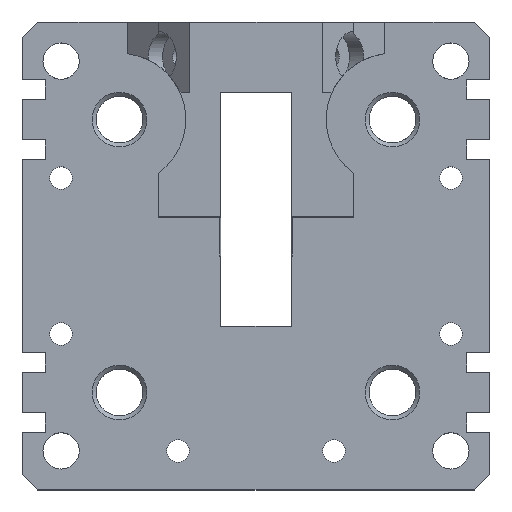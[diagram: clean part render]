
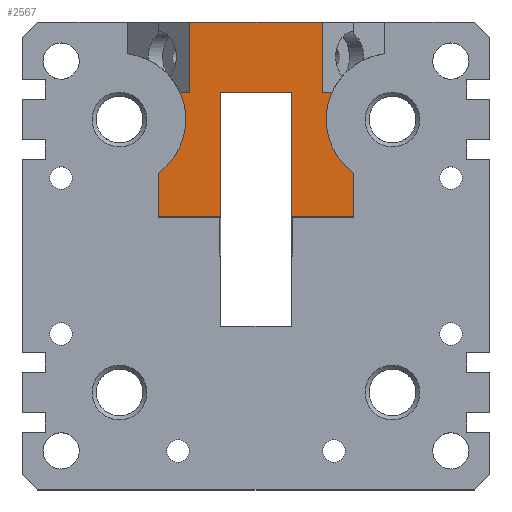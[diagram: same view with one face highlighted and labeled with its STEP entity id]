
A CAD part, top view. The second image highlights one B-rep face of the part: STEP entity #2567.
In plain terms, the highlighted planar face has unit normal (0, 0, 1).
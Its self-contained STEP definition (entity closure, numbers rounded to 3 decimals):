
#231=PLANE('',#2840);
#341=FACE_OUTER_BOUND('',#530,.T.);
#530=EDGE_LOOP('',(#2326,#2327,#2328,#2329,#2330,#2331,#2332,#2333,#2334,
#2335,#2336,#2337,#2338,#2339));
#693=LINE('',#4699,#900);
#697=LINE('',#4715,#904);
#701=LINE('',#4725,#908);
#717=LINE('',#4950,#924);
#724=LINE('',#4968,#931);
#726=LINE('',#4972,#933);
#728=LINE('',#4976,#935);
#731=LINE('',#4984,#938);
#745=LINE('',#5033,#952);
#749=LINE('',#5041,#956);
#750=LINE('',#5052,#957);
#753=LINE('',#5057,#960);
#900=VECTOR('',#3288,10.);
#904=VECTOR('',#3308,10.);
#908=VECTOR('',#3320,10.);
#924=VECTOR('',#3396,10.);
#931=VECTOR('',#3415,10.);
#933=VECTOR('',#3419,10.);
#935=VECTOR('',#3423,10.);
#938=VECTOR('',#3434,10.);
#952=VECTOR('',#3480,10.);
#956=VECTOR('',#3492,10.);
#957=VECTOR('',#3507,10.);
#960=VECTOR('',#3512,10.);
#1058=CIRCLE('',#2751,8.5);
#1059=CIRCLE('',#2754,8.5);
#1266=VERTEX_POINT('',#4592);
#1267=VERTEX_POINT('',#4594);
#1274=VERTEX_POINT('',#4658);
#1275=VERTEX_POINT('',#4660);
#1282=VERTEX_POINT('',#4696);
#1283=VERTEX_POINT('',#4698);
#1287=VERTEX_POINT('',#4714);
#1289=VERTEX_POINT('',#4723);
#1321=VERTEX_POINT('',#4965);
#1322=VERTEX_POINT('',#4967);
#1323=VERTEX_POINT('',#4971);
#1324=VERTEX_POINT('',#4975);
#1344=VERTEX_POINT('',#5032);
#1347=VERTEX_POINT('',#5051);
#1570=EDGE_CURVE('',#1267,#1266,#1058,.T.);
#1579=EDGE_CURVE('',#1275,#1274,#1059,.T.);
#1588=EDGE_CURVE('',#1282,#1283,#693,.T.);
#1596=EDGE_CURVE('',#1275,#1287,#697,.T.);
#1602=EDGE_CURVE('',#1289,#1274,#701,.T.);
#1642=EDGE_CURVE('',#1266,#1283,#717,.T.);
#1651=EDGE_CURVE('',#1321,#1322,#724,.T.);
#1653=EDGE_CURVE('',#1323,#1322,#726,.T.);
#1655=EDGE_CURVE('',#1323,#1324,#728,.T.);
#1660=EDGE_CURVE('',#1321,#1267,#731,.T.);
#1686=EDGE_CURVE('',#1324,#1344,#745,.T.);
#1690=EDGE_CURVE('',#1289,#1344,#749,.T.);
#1695=EDGE_CURVE('',#1287,#1347,#750,.T.);
#1698=EDGE_CURVE('',#1347,#1282,#753,.T.);
#2326=ORIENTED_EDGE('',*,*,#1570,.T.);
#2327=ORIENTED_EDGE('',*,*,#1642,.T.);
#2328=ORIENTED_EDGE('',*,*,#1588,.F.);
#2329=ORIENTED_EDGE('',*,*,#1698,.F.);
#2330=ORIENTED_EDGE('',*,*,#1695,.F.);
#2331=ORIENTED_EDGE('',*,*,#1596,.F.);
#2332=ORIENTED_EDGE('',*,*,#1579,.T.);
#2333=ORIENTED_EDGE('',*,*,#1602,.F.);
#2334=ORIENTED_EDGE('',*,*,#1690,.T.);
#2335=ORIENTED_EDGE('',*,*,#1686,.F.);
#2336=ORIENTED_EDGE('',*,*,#1655,.F.);
#2337=ORIENTED_EDGE('',*,*,#1653,.T.);
#2338=ORIENTED_EDGE('',*,*,#1651,.F.);
#2339=ORIENTED_EDGE('',*,*,#1660,.T.);
#2567=ADVANCED_FACE('',(#341),#231,.T.);
#2751=AXIS2_PLACEMENT_3D('',#4595,#3266,#3267);
#2754=AXIS2_PLACEMENT_3D('',#4661,#3275,#3276);
#2840=AXIS2_PLACEMENT_3D('',#5056,#3510,#3511);
#3266=DIRECTION('center_axis',(0.,0.,-1.));
#3267=DIRECTION('ref_axis',(1.,0.,0.));
#3275=DIRECTION('center_axis',(0.,0.,-1.));
#3276=DIRECTION('ref_axis',(1.,0.,0.));
#3288=DIRECTION('',(0.,-1.,0.));
#3308=DIRECTION('',(1.,0.,0.));
#3320=DIRECTION('',(0.,1.,0.));
#3396=DIRECTION('',(-1.,0.,0.));
#3415=DIRECTION('',(-1.,0.,0.));
#3419=DIRECTION('',(0.,-1.,0.));
#3423=DIRECTION('',(-1.,0.,0.));
#3434=DIRECTION('',(0.,1.,0.));
#3480=DIRECTION('',(0.,-1.,0.));
#3492=DIRECTION('',(1.,0.,0.));
#3507=DIRECTION('',(0.,1.,0.));
#3510=DIRECTION('center_axis',(0.,0.,1.));
#3511=DIRECTION('ref_axis',(-1.,0.,0.));
#3512=DIRECTION('',(1.,0.,0.));
#4592=CARTESIAN_POINT('',(9.754,21.,16.));
#4594=CARTESIAN_POINT('',(12.5,10.626,16.));
#4595=CARTESIAN_POINT('Origin',(17.5,17.5,16.));
#4658=CARTESIAN_POINT('',(-12.5,10.626,16.));
#4660=CARTESIAN_POINT('',(-9.754,21.,16.));
#4661=CARTESIAN_POINT('Origin',(-17.5,17.5,16.));
#4696=CARTESIAN_POINT('',(8.5,30.,16.));
#4698=CARTESIAN_POINT('',(8.5,21.,16.));
#4699=CARTESIAN_POINT('',(8.5,30.,16.));
#4714=CARTESIAN_POINT('',(-8.5,21.,16.));
#4715=CARTESIAN_POINT('',(-12.5,21.,16.));
#4723=CARTESIAN_POINT('',(-12.5,5.,16.));
#4725=CARTESIAN_POINT('',(-12.5,5.,16.));
#4950=CARTESIAN_POINT('',(12.5,21.,16.));
#4965=CARTESIAN_POINT('',(12.5,5.,16.));
#4967=CARTESIAN_POINT('',(4.5,5.,16.));
#4968=CARTESIAN_POINT('',(12.5,5.,16.));
#4971=CARTESIAN_POINT('',(4.5,21.,16.));
#4972=CARTESIAN_POINT('',(4.5,5.,16.));
#4975=CARTESIAN_POINT('',(-4.5,21.,16.));
#4976=CARTESIAN_POINT('',(-12.5,21.,16.));
#4984=CARTESIAN_POINT('',(12.5,5.,16.));
#5032=CARTESIAN_POINT('',(-4.5,5.,16.));
#5033=CARTESIAN_POINT('',(-4.5,5.,16.));
#5041=CARTESIAN_POINT('',(-12.5,5.,16.));
#5051=CARTESIAN_POINT('',(-8.5,30.,16.));
#5052=CARTESIAN_POINT('',(-8.5,30.,16.));
#5056=CARTESIAN_POINT('Origin',(12.5,30.,16.));
#5057=CARTESIAN_POINT('',(-12.5,30.,16.));
